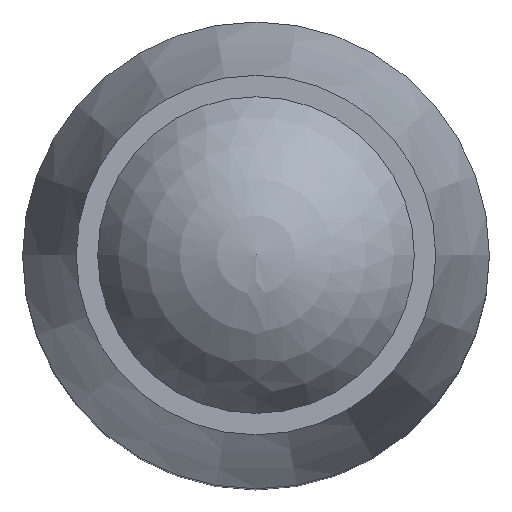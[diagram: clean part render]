
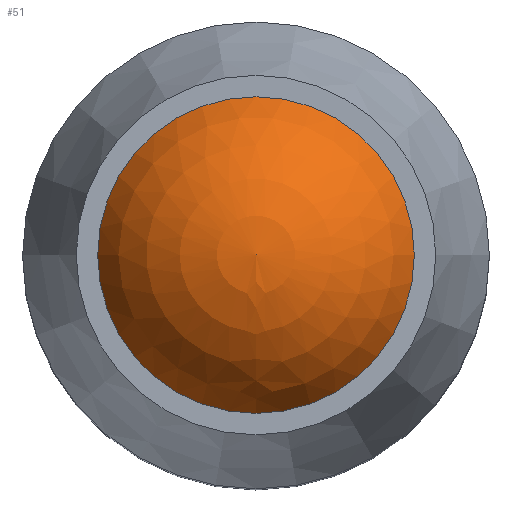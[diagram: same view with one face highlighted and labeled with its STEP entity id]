
A CAD part, top view. The second image highlights one B-rep face of the part: STEP entity #51.
In plain terms, the highlighted spherical face has radius 7.5 mm.
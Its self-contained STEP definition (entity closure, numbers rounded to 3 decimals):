
#51 = ADVANCED_FACE( '', ( #112, #113 ), #114, .T. );
#112 = FACE_BOUND( '', #183, .T. );
#113 = FACE_OUTER_BOUND( '', #184, .T. );
#114 = SPHERICAL_SURFACE( '', #185, 7.5 );
#183 = VERTEX_LOOP( '', #262 );
#184 = EDGE_LOOP( '', ( #263 ) );
#185 = AXIS2_PLACEMENT_3D( '', #264, #265, #266 );
#262 = VERTEX_POINT( '', #396 );
#263 = ORIENTED_EDGE( '', *, *, #397, .T. );
#264 = CARTESIAN_POINT( '', ( 0., 0., 34.5 ) );
#265 = DIRECTION( '', ( 0., 0., 1. ) );
#266 = DIRECTION( '', ( 0., -1., 0. ) );
#396 = CARTESIAN_POINT( '', ( 0., 0., 42. ) );
#397 = EDGE_CURVE( '', #461, #461, #462, .T. );
#461 = VERTEX_POINT( '', #544 );
#462 = CIRCLE( '', #545, 6.783 );
#544 = CARTESIAN_POINT( '', ( 6.783, 0., 37.7 ) );
#545 = AXIS2_PLACEMENT_3D( '', #633, #634, #635 );
#633 = CARTESIAN_POINT( '', ( 0., 0., 37.7 ) );
#634 = DIRECTION( '', ( 0., 0., 1. ) );
#635 = DIRECTION( '', ( 1., 0., 0. ) );
